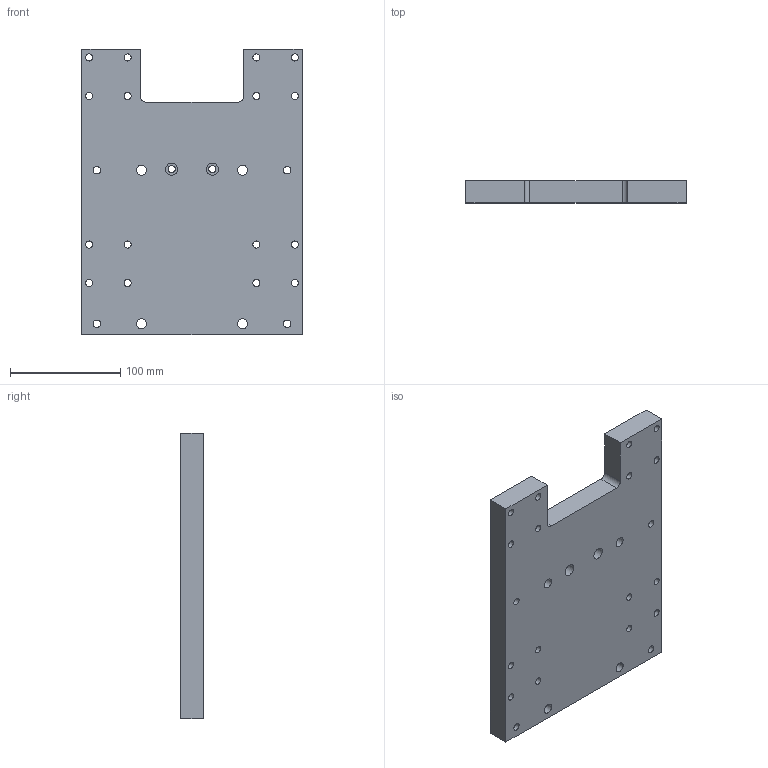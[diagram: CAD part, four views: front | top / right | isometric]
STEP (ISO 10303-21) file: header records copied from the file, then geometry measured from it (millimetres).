
FILE_DESCRIPTION(('FreeCAD Model'),'2;1');
FILE_NAME('plaque_kress.step' ,'2019-10-13T18:09:49',('Author'),(''), 'Open CASCADE STEP processor 7.3','FreeCAD','Unknown');
FILE_SCHEMA(('AUTOMOTIVE_DESIGN { 1 0 10303 214 1 1 1 1 }'));
Length unit declared in the file: millimetre
Products named in the file (1): plaque_kress
Bounding box: 200 x 20 x 259.5 mm (x, y, z)
Volume: 921815.8 mm3; surface area: 125939.4 mm2
Topology: 1 solids, 1 shells, 62 faces, 156 edges, 102 vertices
Faces by surface type: cylinder 40, plane 16, cone 6
Full cylindrical faces by diameter (mm): 3.3 x6, 6.5 x16, 6.6 x2, 6.75 x4, 9 x4, 11 x2, 15 x4
Entity records: 3991 total; most frequent: CARTESIAN_POINT 723, DIRECTION 638, ORIENTED_EDGE 300, PCURVE 300, DEFINITIONAL_REPRESENTATION 300, LINE 296, VECTOR 296, EDGE_CURVE 150
